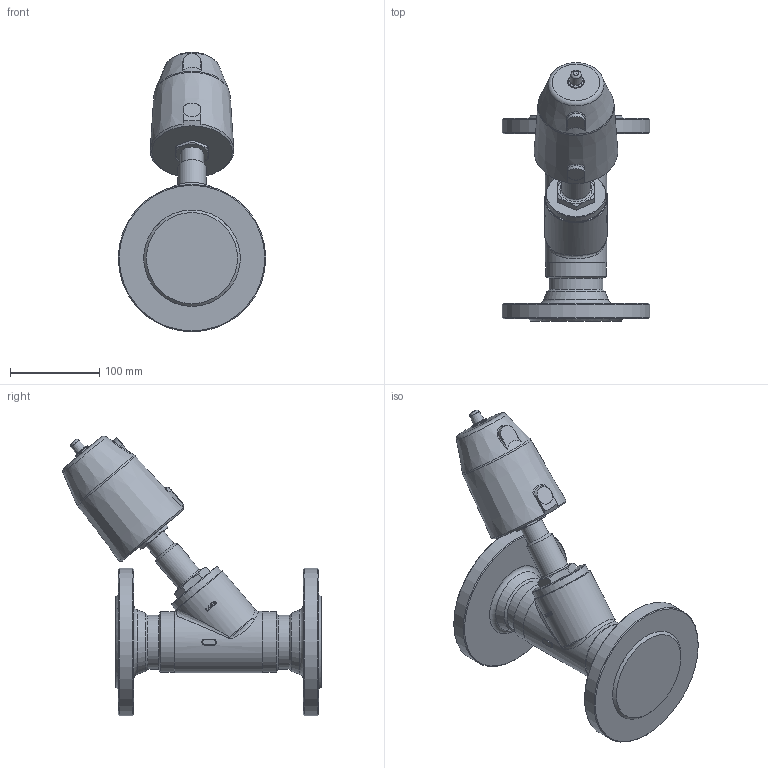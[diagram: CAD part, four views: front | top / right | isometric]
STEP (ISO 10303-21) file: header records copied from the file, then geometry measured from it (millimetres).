
FILE_DESCRIPTION(/* description */ ('3D-Modell'),/* implementation_level */ '2;1');
FILE_NAME(/* name */ '063.005739 A6328-0815-7108-DT-FL.stp',/* time_stamp */ '2023-03-07T15:07:58+01:00',/* author */ ('EToews'),/* organization */ (''),/* preprocessor_version */ 'ST-DEVELOPER v16.1',/* originating_system */ 'Autodesk Inventor 2016',/* authorisation */ '');
FILE_SCHEMA (('AUTOMOTIVE_DESIGN { 1 0 10303 214 3 1 1 }'));
Length unit declared in the file: millimetre
Products named in the file (1): 88-005867
Bounding box: 165 x 289.25 x 312.99 mm (x, y, z)
Volume: 2381798.6 mm3; surface area: 193810.4 mm2
Topology: 1 solids, 1 shells, 285 faces, 725 edges, 467 vertices
Faces by surface type: plane 115, bspline 68, cylinder 55, cone 34, torus 11, sphere 2
Full cylindrical faces by diameter (mm): 13.2 x1, 18.2 x1, 26 x1, 32 x1, 60.3 x2, 67 x1, 68 x2, 69 x1, 165 x2
Entity records: 25674 total; most frequent: CARTESIAN_POINT 19411, ORIENTED_EDGE 1318, DIRECTION 986, EDGE_CURVE 659, VERTEX_POINT 448, AXIS2_PLACEMENT_3D 380, EDGE_LOOP 357, STYLED_ITEM 286
